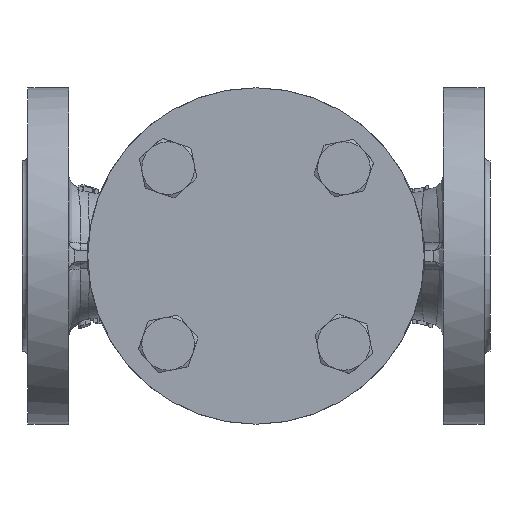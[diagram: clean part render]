
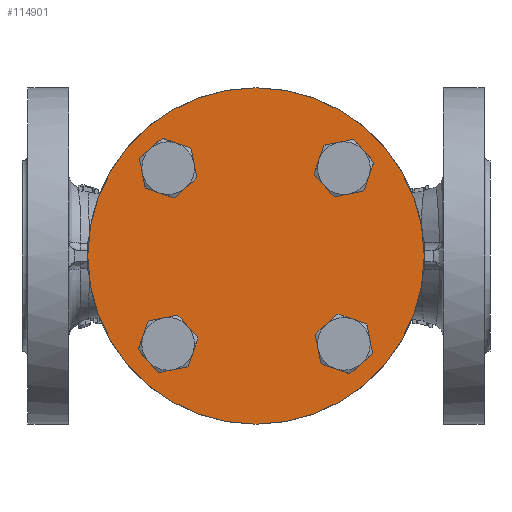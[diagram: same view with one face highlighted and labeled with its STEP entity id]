
A CAD part, front view. The second image highlights one B-rep face of the part: STEP entity #114901.
In plain terms, the highlighted planar face has unit normal (0, -1, 0).
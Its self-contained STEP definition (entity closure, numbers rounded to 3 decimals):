
#1836 = EDGE_CURVE ( 'NONE', #16030, #15819, #99763, .T. ) ;
#1838 = EDGE_CURVE ( 'NONE', #15906, #15938, #99778, .T. ) ;
#1841 = EDGE_CURVE ( 'NONE', #16131, #16194, #99779, .T. ) ;
#1843 = EDGE_CURVE ( 'NONE', #16127, #16132, #99777, .T. ) ;
#1878 = EDGE_CURVE ( 'NONE', #15898, #38461, #99770, .T. ) ;
#8577 = AXIS2_PLACEMENT_3D ( 'NONE', #117053, #117069, #117072 ) ;
#10003 = EDGE_CURVE ( 'NONE', #16132, #16127, #90651, .T. ) ;
#10031 = EDGE_CURVE ( 'NONE', #38461, #15898, #90742, .T. ) ;
#10283 = EDGE_CURVE ( 'NONE', #16194, #16131, #75877, .T. ) ;
#10334 = EDGE_CURVE ( 'NONE', #15938, #15906, #73967, .T. ) ;
#10344 = EDGE_CURVE ( 'NONE', #15819, #16030, #73998, .T. ) ;
#15819 = VERTEX_POINT ( 'NONE', #110457 ) ;
#15898 = VERTEX_POINT ( 'NONE', #110577 ) ;
#15906 = VERTEX_POINT ( 'NONE', #110592 ) ;
#15938 = VERTEX_POINT ( 'NONE', #110646 ) ;
#16030 = VERTEX_POINT ( 'NONE', #110756 ) ;
#16127 = VERTEX_POINT ( 'NONE', #110855 ) ;
#16131 = VERTEX_POINT ( 'NONE', #110861 ) ;
#16132 = VERTEX_POINT ( 'NONE', #110864 ) ;
#16194 = VERTEX_POINT ( 'NONE', #110897 ) ;
#30626 = CARTESIAN_POINT ( 'NONE',  ( -30.142, -93.203, -30.142 ) ) ;
#30629 = DIRECTION ( 'NONE',  ( 0., 1., 0. ) ) ;
#30632 = DIRECTION ( 'NONE',  ( -0.947, 0., 0.32 ) ) ;
#30639 = CARTESIAN_POINT ( 'NONE',  ( -30.142, -93.203, 30.142 ) ) ;
#30642 = DIRECTION ( 'NONE',  ( 0., 1., 0. ) ) ;
#30645 = DIRECTION ( 'NONE',  ( 0.32, 0., 0.947 ) ) ;
#30652 = CARTESIAN_POINT ( 'NONE',  ( 30.142, -93.203, 30.142 ) ) ;
#30655 = DIRECTION ( 'NONE',  ( 0., 1., 0. ) ) ;
#30658 = DIRECTION ( 'NONE',  ( 0.947, 0., -0.32 ) ) ;
#30665 = CARTESIAN_POINT ( 'NONE',  ( 30.142, -93.203, -30.142 ) ) ;
#30668 = DIRECTION ( 'NONE',  ( 0., 1., 0. ) ) ;
#30671 = DIRECTION ( 'NONE',  ( -0.32, 0., -0.947 ) ) ;
#30860 = CARTESIAN_POINT ( 'NONE',  ( 0., -93.203, 0. ) ) ;
#30863 = DIRECTION ( 'NONE',  ( 0., 1., 0. ) ) ;
#30866 = DIRECTION ( 'NONE',  ( 0., 0., 1. ) ) ;
#38461 = VERTEX_POINT ( 'NONE', #112533 ) ;
#43072 = CARTESIAN_POINT ( 'NONE',  ( 30.142, -93.203, 30.142 ) ) ;
#43073 = DIRECTION ( 'NONE',  ( 0., 1., 0. ) ) ;
#43074 = DIRECTION ( 'NONE',  ( 0.947, 0., -0.32 ) ) ;
#43273 = CARTESIAN_POINT ( 'NONE',  ( -30.142, -93.203, 30.142 ) ) ;
#43274 = DIRECTION ( 'NONE',  ( 0., 1., 0. ) ) ;
#43275 = DIRECTION ( 'NONE',  ( 0.32, 0., 0.947 ) ) ;
#43305 = CARTESIAN_POINT ( 'NONE',  ( -30.142, -93.203, -30.142 ) ) ;
#43306 = DIRECTION ( 'NONE',  ( 0., 1., 0. ) ) ;
#43307 = DIRECTION ( 'NONE',  ( -0.947, 0., 0.32 ) ) ;
#45979 = CARTESIAN_POINT ( 'NONE',  ( 30.142, -93.203, -30.142 ) ) ;
#45981 = DIRECTION ( 'NONE',  ( 0., 1., 0. ) ) ;
#45983 = DIRECTION ( 'NONE',  ( -0.32, 0., -0.947 ) ) ;
#46240 = CARTESIAN_POINT ( 'NONE',  ( 0., -93.203, 0. ) ) ;
#46243 = DIRECTION ( 'NONE',  ( 0., 1., 0. ) ) ;
#46246 = DIRECTION ( 'NONE',  ( 0., 0., 1. ) ) ;
#49078 = EDGE_LOOP ( 'NONE', ( #133640, #133642 ) ) ;
#49099 = EDGE_LOOP ( 'NONE', ( #133648, #133650 ) ) ;
#49101 = EDGE_LOOP ( 'NONE', ( #133652, #133654 ) ) ;
#49106 = EDGE_LOOP ( 'NONE', ( #133636, #133638 ) ) ;
#49108 = EDGE_LOOP ( 'NONE', ( #133644, #133646 ) ) ;
#73967 = CIRCLE ( 'NONE', #73984, 9.027 ) ;
#73984 = AXIS2_PLACEMENT_3D ( 'NONE', #43273, #43274, #43275 ) ;
#73998 = CIRCLE ( 'NONE', #74000, 9.027 ) ;
#74000 = AXIS2_PLACEMENT_3D ( 'NONE', #43305, #43306, #43307 ) ;
#75877 = CIRCLE ( 'NONE', #75884, 9.027 ) ;
#75884 = AXIS2_PLACEMENT_3D ( 'NONE', #43072, #43073, #43074 ) ;
#90651 = CIRCLE ( 'NONE', #90655, 9.027 ) ;
#90655 = AXIS2_PLACEMENT_3D ( 'NONE', #45979, #45981, #45983 ) ;
#90742 = CIRCLE ( 'NONE', #90755, 57.672 ) ;
#90755 = AXIS2_PLACEMENT_3D ( 'NONE', #46240, #46243, #46246 ) ;
#99720 = AXIS2_PLACEMENT_3D ( 'NONE', #30665, #30668, #30671 ) ;
#99727 = AXIS2_PLACEMENT_3D ( 'NONE', #30652, #30655, #30658 ) ;
#99761 = AXIS2_PLACEMENT_3D ( 'NONE', #30626, #30629, #30632 ) ;
#99763 = CIRCLE ( 'NONE', #99761, 9.027 ) ;
#99770 = CIRCLE ( 'NONE', #99775, 57.672 ) ;
#99775 = AXIS2_PLACEMENT_3D ( 'NONE', #30860, #30863, #30866 ) ;
#99777 = CIRCLE ( 'NONE', #99720, 9.027 ) ;
#99778 = CIRCLE ( 'NONE', #99783, 9.027 ) ;
#99779 = CIRCLE ( 'NONE', #99727, 9.027 ) ;
#99783 = AXIS2_PLACEMENT_3D ( 'NONE', #30639, #30642, #30645 ) ;
#110457 = CARTESIAN_POINT ( 'NONE',  ( -38.694, -93.203, -27.251 ) ) ;
#110577 = CARTESIAN_POINT ( 'NONE',  ( 0., -93.203, -57.673 ) ) ;
#110592 = CARTESIAN_POINT ( 'NONE',  ( -33.034, -93.203, 21.591 ) ) ;
#110646 = CARTESIAN_POINT ( 'NONE',  ( -27.251, -93.203, 38.694 ) ) ;
#110756 = CARTESIAN_POINT ( 'NONE',  ( -21.591, -93.203, -33.034 ) ) ;
#110855 = CARTESIAN_POINT ( 'NONE',  ( 33.034, -93.203, -21.591 ) ) ;
#110861 = CARTESIAN_POINT ( 'NONE',  ( 21.591, -93.203, 33.034 ) ) ;
#110864 = CARTESIAN_POINT ( 'NONE',  ( 27.251, -93.203, -38.694 ) ) ;
#110897 = CARTESIAN_POINT ( 'NONE',  ( 38.694, -93.203, 27.251 ) ) ;
#112533 = CARTESIAN_POINT ( 'NONE',  ( 0., -93.203, 57.672 ) ) ;
#114901 = ADVANCED_FACE ( 'NONE', ( #117044, #117050, #117056, #117062, #117041 ), #117066, .F. ) ;
#117041 = FACE_OUTER_BOUND ( 'NONE', #49101, .T. ) ;
#117044 = FACE_BOUND ( 'NONE', #49106, .T. ) ;
#117050 = FACE_BOUND ( 'NONE', #49078, .T. ) ;
#117053 = CARTESIAN_POINT ( 'NONE',  ( 0., -93.203, 0. ) ) ;
#117056 = FACE_BOUND ( 'NONE', #49108, .T. ) ;
#117062 = FACE_BOUND ( 'NONE', #49099, .T. ) ;
#117066 = PLANE ( 'NONE',  #8577 ) ;
#117069 = DIRECTION ( 'NONE',  ( 0., 1., 0. ) ) ;
#117072 = DIRECTION ( 'NONE',  ( 0., 0., 1. ) ) ;
#133636 = ORIENTED_EDGE ( 'NONE', *, *, #1843, .T. ) ;
#133638 = ORIENTED_EDGE ( 'NONE', *, *, #10003, .T. ) ;
#133640 = ORIENTED_EDGE ( 'NONE', *, *, #1841, .T. ) ;
#133642 = ORIENTED_EDGE ( 'NONE', *, *, #10283, .T. ) ;
#133644 = ORIENTED_EDGE ( 'NONE', *, *, #1838, .T. ) ;
#133646 = ORIENTED_EDGE ( 'NONE', *, *, #10334, .T. ) ;
#133648 = ORIENTED_EDGE ( 'NONE', *, *, #1836, .T. ) ;
#133650 = ORIENTED_EDGE ( 'NONE', *, *, #10344, .T. ) ;
#133652 = ORIENTED_EDGE ( 'NONE', *, *, #1878, .F. ) ;
#133654 = ORIENTED_EDGE ( 'NONE', *, *, #10031, .F. ) ;
